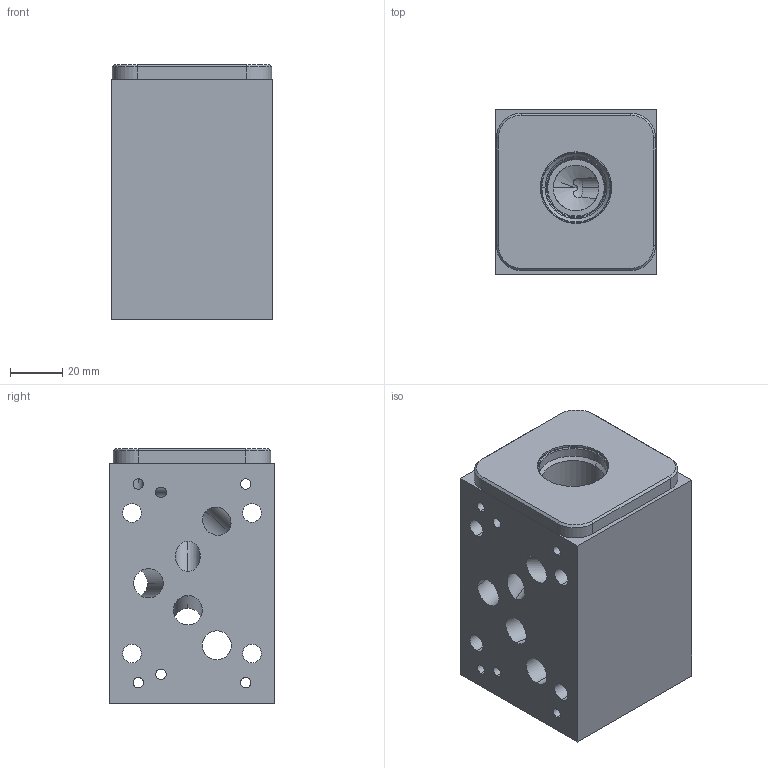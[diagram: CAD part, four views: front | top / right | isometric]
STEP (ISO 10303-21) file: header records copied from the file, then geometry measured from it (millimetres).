
FILE_DESCRIPTION((''),'2;1');
FILE_NAME('DJB_ASM','2020-06-17T',('ProEService'),(''),'PRO/ENGINEER BY PARAMETRIC TECHNOLOGY CORPORATION, 2014200','PRO/ENGINEER BY PARAMETRIC TECHNOLOGY CORPORATION, 2014200','');
FILE_SCHEMA(('CONFIG_CONTROL_DESIGN'));
Length unit declared in the file: inch
Products named in the file (2): 150-720; DJB_ASM
Assembly tree (1 placements, depth 2):
  DJB_ASM
    150-720
Bounding box: 61.93 x 63.5 x 97.64 mm (x, y, z)
Volume: 318358.9 mm3; surface area: 54664.2 mm2
Topology: 1 solids, 1 shells, 124 faces, 717 edges, 757 vertices
Faces by surface type: cylinder 72, cone 26, plane 17, sphere 7, torus 2
Entity records: 8651 total; most frequent: CARTESIAN_POINT 3512, DIRECTION 1012, ORIENTED_EDGE 666, VECTOR 500, LINE 500, TRIMMED_CURVE 382, COMPOSITE_CURVE_SEGMENT 336, EDGE_CURVE 333
